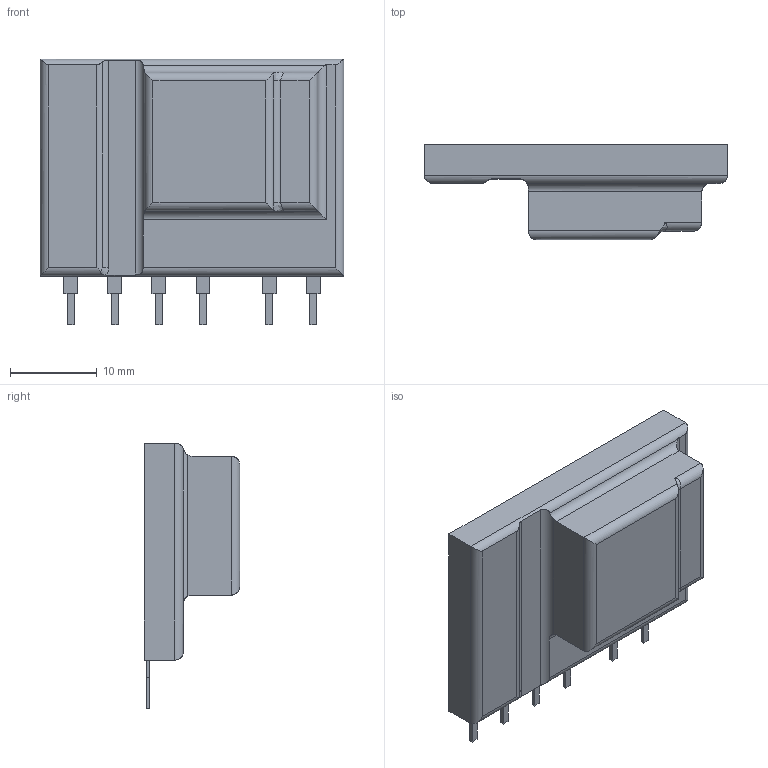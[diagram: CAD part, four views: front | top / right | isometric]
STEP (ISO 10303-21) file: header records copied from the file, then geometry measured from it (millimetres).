
FILE_DESCRIPTION(/* description */ (''),/* implementation_level */ '2;1');
FILE_NAME(/* name */ 'PWS_CUI_PBK-1.stp',/* time_stamp */ '2016-01-27T09:57:03+01:00',/* author */ ('riccim'),/* organization */ (''),/* preprocessor_version */ 'ST-DEVELOPER v15.5',/* originating_system */ 'AutoCAD Mechanical',/* authorisation */ '');
FILE_SCHEMA (('AUTOMOTIVE_DESIGN { 1 0 10303 214 3 1 1 }'));
Length unit declared in the file: millimetre
Products named in the file (1): Product
Bounding box: 35 x 11 x 30.6 mm (x, y, z)
Volume: 5870.5 mm3; surface area: 2748.4 mm2
Topology: 13 solids, 13 shells, 107 faces, 234 edges, 153 vertices
Faces by surface type: plane 86, cylinder 18, bspline 3
Entity records: 3185 total; most frequent: CARTESIAN_POINT 827, ORIENTED_EDGE 468, DIRECTION 443, EDGE_CURVE 234, LINE 195, VECTOR 195, VERTEX_POINT 153, AXIS2_PLACEMENT_3D 124
